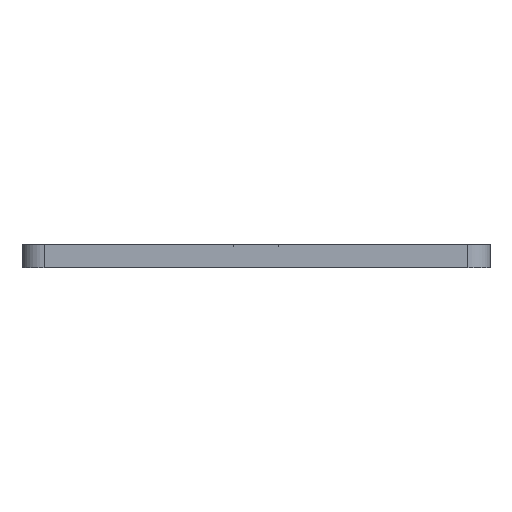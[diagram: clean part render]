
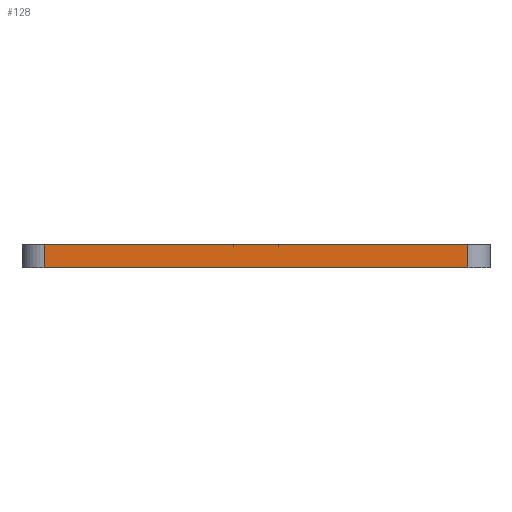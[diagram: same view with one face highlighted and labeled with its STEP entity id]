
A CAD part, front view. The second image highlights one B-rep face of the part: STEP entity #128.
In plain terms, the highlighted planar face has unit normal (0, -1, 0).
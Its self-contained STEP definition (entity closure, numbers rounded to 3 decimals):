
#128=ADVANCED_FACE('',(#354),#3298,.T.);
#354=FACE_OUTER_BOUND('',#568,.T.);
#568=EDGE_LOOP('',(#1224,#1225,#1226,#1227));
#1224=ORIENTED_EDGE('',*,*,#1983,.F.);
#1225=ORIENTED_EDGE('',*,*,#1984,.F.);
#1226=ORIENTED_EDGE('',*,*,#1985,.F.);
#1227=ORIENTED_EDGE('',*,*,#1678,.F.);
#1678=EDGE_CURVE('',#2840,#2841,#2486,.T.);
#1983=EDGE_CURVE('',#3054,#2840,#2707,.T.);
#1984=EDGE_CURVE('',#3055,#3054,#2708,.T.);
#1985=EDGE_CURVE('',#2841,#3055,#2709,.T.);
#2486=B_SPLINE_CURVE_WITH_KNOTS('',1,(#5526,#5527),.UNSPECIFIED.,.F.,.F.,
(2,2),(0.,76.),.UNSPECIFIED.);
#2707=B_SPLINE_CURVE_WITH_KNOTS('',1,(#6220,#6221),.UNSPECIFIED.,.F.,.F.,
(2,2),(-4.15,0.),.UNSPECIFIED.);
#2708=B_SPLINE_CURVE_WITH_KNOTS('',1,(#6222,#6223),.UNSPECIFIED.,.F.,.F.,
(2,2),(-76.,0.),.UNSPECIFIED.);
#2709=B_SPLINE_CURVE_WITH_KNOTS('',1,(#6224,#6225),.UNSPECIFIED.,.F.,.F.,
(2,2),(-4.15,0.),.UNSPECIFIED.);
#2840=VERTEX_POINT('',#5222);
#2841=VERTEX_POINT('',#5223);
#3054=VERTEX_POINT('',#5436);
#3055=VERTEX_POINT('',#5437);
#3298=PLANE('',#3516);
#3516=AXIS2_PLACEMENT_3D('',#4790,#3825,$);
#3825=DIRECTION('',(0.,-1.,0.));
#4790=CARTESIAN_POINT('',(66.6,-21.,-0.415));
#5222=CARTESIAN_POINT('',(59.,-21.,0.));
#5223=CARTESIAN_POINT('',(-17.,-21.,0.));
#5436=CARTESIAN_POINT('',(59.,-21.,4.15));
#5437=CARTESIAN_POINT('',(-17.,-21.,4.15));
#5526=CARTESIAN_POINT('',(59.,-21.,0.));
#5527=CARTESIAN_POINT('',(-17.,-21.,0.));
#6220=CARTESIAN_POINT('',(59.,-21.,4.15));
#6221=CARTESIAN_POINT('',(59.,-21.,0.));
#6222=CARTESIAN_POINT('',(-17.,-21.,4.15));
#6223=CARTESIAN_POINT('',(59.,-21.,4.15));
#6224=CARTESIAN_POINT('',(-17.,-21.,0.));
#6225=CARTESIAN_POINT('',(-17.,-21.,4.15));
